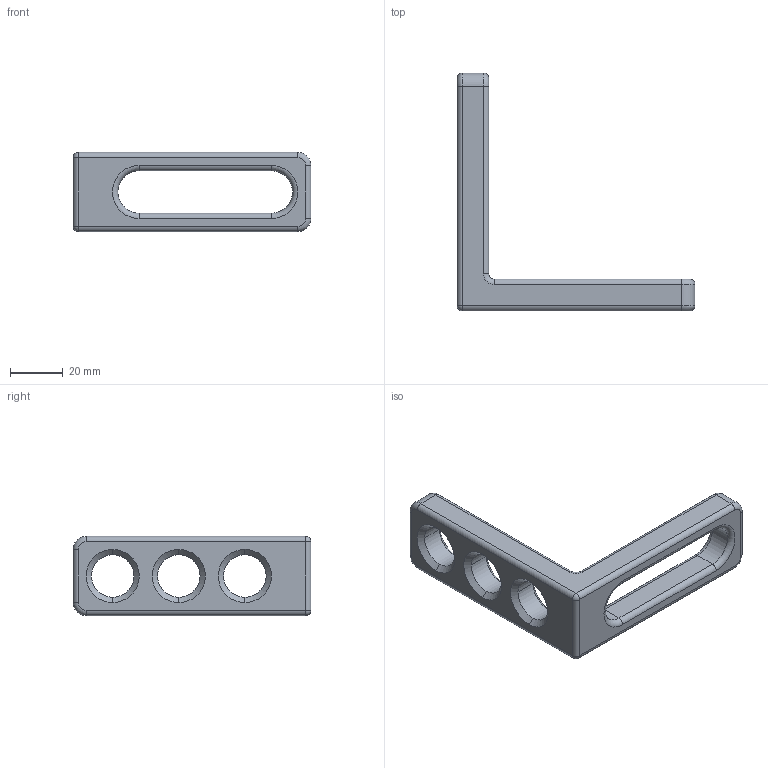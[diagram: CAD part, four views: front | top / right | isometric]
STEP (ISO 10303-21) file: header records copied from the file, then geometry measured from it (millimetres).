
FILE_DESCRIPTION (( 'STEP AP203' ), '1' );
FILE_NAME ('160110_90 LL.STP', '2014-11-11T09:12:27', ( 'User' ), ( '' ), 'SwSTEP 2.0', 'SolidWorks 2014', '' );
FILE_SCHEMA (( 'CONFIG_CONTROL_DESIGN' ));
Length unit declared in the file: millimetre
Products named in the file (1): 160110_90 LL
Bounding box: 90 x 90 x 30 mm (x, y, z)
Volume: 39212.6 mm3; surface area: 13778.7 mm2
Topology: 1 solids, 1 shells, 70 faces, 172 edges, 102 vertices
Faces by surface type: cylinder 31, torus 15, cone 12, plane 10, sphere 2
Entity records: 2158 total; most frequent: DIRECTION 415, CARTESIAN_POINT 343, ORIENTED_EDGE 340, AXIS2_PLACEMENT_3D 174, EDGE_CURVE 170, CIRCLE 103, VERTEX_POINT 102, EDGE_LOOP 78
